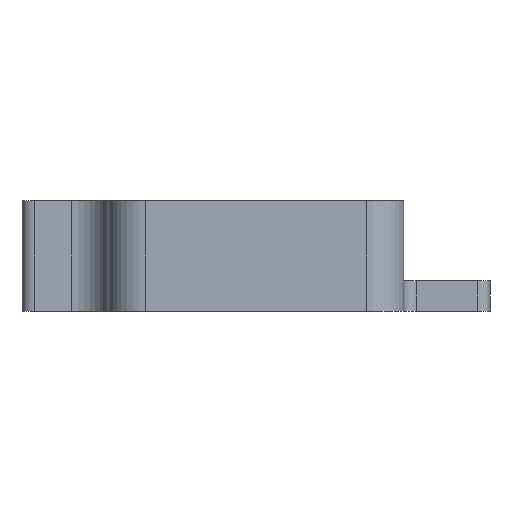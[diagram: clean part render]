
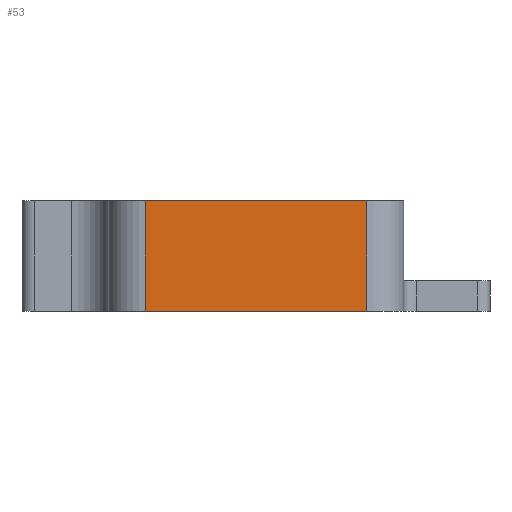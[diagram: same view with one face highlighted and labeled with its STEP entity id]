
A CAD part, front view. The second image highlights one B-rep face of the part: STEP entity #53.
In plain terms, the highlighted planar face has unit normal (0, -1, 0).
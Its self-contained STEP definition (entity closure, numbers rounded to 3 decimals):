
#53 = ADVANCED_FACE ( 'NONE', ( #376 ), #675, .T. ) ;
#98 = DIRECTION ( 'NONE',  ( 1., 0., 0. ) ) ;
#126 = AXIS2_PLACEMENT_3D ( 'NONE', #1550, #350, #1274 ) ;
#199 = LINE ( 'NONE', #1169, #1745 ) ;
#243 = CARTESIAN_POINT ( 'NONE',  ( 9., 9.5, -9. ) ) ;
#340 = ORIENTED_EDGE ( 'NONE', *, *, #1780, .T. ) ;
#350 = DIRECTION ( 'NONE',  ( 0., -1., 0. ) ) ;
#376 = FACE_OUTER_BOUND ( 'NONE', #1412, .T. ) ;
#386 = DIRECTION ( 'NONE',  ( 1., 0., 0. ) ) ;
#417 = VERTEX_POINT ( 'NONE', #1508 ) ;
#460 = ORIENTED_EDGE ( 'NONE', *, *, #718, .T. ) ;
#571 = CARTESIAN_POINT ( 'NONE',  ( -9., 9.5, -9. ) ) ;
#589 = VECTOR ( 'NONE', #1926, 1000. ) ;
#658 = CARTESIAN_POINT ( 'NONE',  ( -9., 9.5, -9. ) ) ;
#667 = ORIENTED_EDGE ( 'NONE', *, *, #1231, .F. ) ;
#675 = PLANE ( 'NONE',  #126 ) ;
#718 = EDGE_CURVE ( 'NONE', #757, #1734, #1408, .T. ) ;
#755 = CARTESIAN_POINT ( 'NONE',  ( 9., 9.5, -9. ) ) ;
#757 = VERTEX_POINT ( 'NONE', #571 ) ;
#761 = ORIENTED_EDGE ( 'NONE', *, *, #1447, .T. ) ;
#836 = CARTESIAN_POINT ( 'NONE',  ( -12., 9.5, -9. ) ) ;
#953 = LINE ( 'NONE', #755, #589 ) ;
#1114 = DIRECTION ( 'NONE',  ( 0., 0., -1. ) ) ;
#1149 = VERTEX_POINT ( 'NONE', #1865 ) ;
#1169 = CARTESIAN_POINT ( 'NONE',  ( -12., 9.5, 0. ) ) ;
#1231 = EDGE_CURVE ( 'NONE', #417, #1149, #199, .T. ) ;
#1274 = DIRECTION ( 'NONE',  ( 0., 0., -1. ) ) ;
#1408 = LINE ( 'NONE', #836, #1854 ) ;
#1412 = EDGE_LOOP ( 'NONE', ( #667, #761, #460, #340 ) ) ;
#1447 = EDGE_CURVE ( 'NONE', #417, #757, #1460, .T. ) ;
#1460 = LINE ( 'NONE', #658, #1758 ) ;
#1508 = CARTESIAN_POINT ( 'NONE',  ( -9., 9.5, 0. ) ) ;
#1550 = CARTESIAN_POINT ( 'NONE',  ( -12., 9.5, -9. ) ) ;
#1734 = VERTEX_POINT ( 'NONE', #243 ) ;
#1745 = VECTOR ( 'NONE', #98, 1000. ) ;
#1758 = VECTOR ( 'NONE', #1114, 1000. ) ;
#1780 = EDGE_CURVE ( 'NONE', #1734, #1149, #953, .T. ) ;
#1854 = VECTOR ( 'NONE', #386, 1000. ) ;
#1865 = CARTESIAN_POINT ( 'NONE',  ( 9., 9.5, 0. ) ) ;
#1926 = DIRECTION ( 'NONE',  ( 0., 0., 1. ) ) ;
